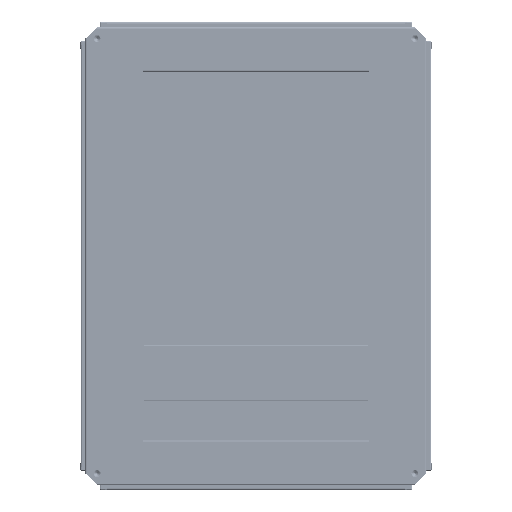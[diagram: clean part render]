
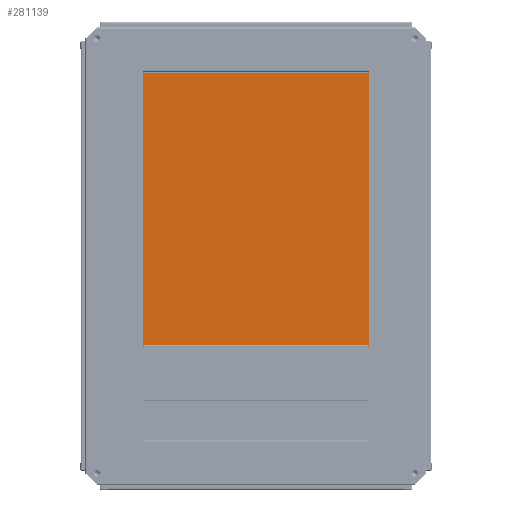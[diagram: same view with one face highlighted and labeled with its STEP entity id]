
A CAD part, front view. The second image highlights one B-rep face of the part: STEP entity #281139.
In plain terms, the highlighted planar face has unit normal (0, -1, 0).
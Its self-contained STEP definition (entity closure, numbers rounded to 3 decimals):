
#4504 = EDGE_CURVE ( 'NONE', #131376, #197877, #14978, .T. ) ;
#6120 = AXIS2_PLACEMENT_3D ( 'NONE', #105988, #318466, #111935 ) ;
#13241 = EDGE_CURVE ( 'NONE', #92672, #173378, #290827, .T. ) ;
#14978 = LINE ( 'NONE', #104623, #375949 ) ;
#19049 = LINE ( 'NONE', #152820, #374854 ) ;
#20832 = EDGE_CURVE ( 'NONE', #75304, #248233, #108278, .T. ) ;
#24266 = LINE ( 'NONE', #336644, #380087 ) ;
#24561 = CARTESIAN_POINT ( 'NONE',  ( 208., 18., 315. ) ) ;
#27669 = ORIENTED_EDGE ( 'NONE', *, *, #439236, .F. ) ;
#28780 = DIRECTION ( 'NONE',  ( 1., 0., 0. ) ) ;
#35007 = ORIENTED_EDGE ( 'NONE', *, *, #236876, .F. ) ;
#38257 = PLANE ( 'NONE',  #6120 ) ;
#40824 = VERTEX_POINT ( 'NONE', #249123 ) ;
#42183 = EDGE_LOOP ( 'NONE', ( #50865, #141164, #154859, #273634, #35007, #79223, #407072, #101675, #396598, #27669, #257367, #222300, #56167, #436141, #280231, #302705 ) ) ;
#46383 = CARTESIAN_POINT ( 'NONE',  ( 208., 18., -155. ) ) ;
#47061 = EDGE_CURVE ( 'NONE', #74740, #217599, #240376, .T. ) ;
#48906 = DIRECTION ( 'NONE',  ( 0., 0., 1. ) ) ;
#50865 = ORIENTED_EDGE ( 'NONE', *, *, #341444, .F. ) ;
#51014 = CARTESIAN_POINT ( 'NONE',  ( -192., 18., 314.791 ) ) ;
#54556 = CARTESIAN_POINT ( 'NONE',  ( 208., 18., 315. ) ) ;
#56167 = ORIENTED_EDGE ( 'NONE', *, *, #157881, .F. ) ;
#56255 = EDGE_CURVE ( 'NONE', #131402, #40824, #396722, .T. ) ;
#58130 = VERTEX_POINT ( 'NONE', #308533 ) ;
#63573 = LINE ( 'NONE', #260843, #327754 ) ;
#66045 = CARTESIAN_POINT ( 'NONE',  ( -192., 18., 315. ) ) ;
#74740 = VERTEX_POINT ( 'NONE', #416643 ) ;
#75304 = VERTEX_POINT ( 'NONE', #51014 ) ;
#77019 = LINE ( 'NONE', #217758, #357618 ) ;
#79223 = ORIENTED_EDGE ( 'NONE', *, *, #4504, .F. ) ;
#84146 = CARTESIAN_POINT ( 'NONE',  ( 192., 18., -155. ) ) ;
#85793 = VECTOR ( 'NONE', #427567, 1000. ) ;
#87785 = CARTESIAN_POINT ( 'NONE',  ( 192., 18., 312.5 ) ) ;
#88945 = DIRECTION ( 'NONE',  ( 0., 0., -1. ) ) ;
#92672 = VERTEX_POINT ( 'NONE', #438520 ) ;
#94238 = CARTESIAN_POINT ( 'NONE',  ( -192., 18., 315. ) ) ;
#101675 = ORIENTED_EDGE ( 'NONE', *, *, #330688, .F. ) ;
#103199 = EDGE_CURVE ( 'NONE', #40824, #259746, #356429, .T. ) ;
#104623 = CARTESIAN_POINT ( 'NONE',  ( -192., 18., -152.5 ) ) ;
#105988 = CARTESIAN_POINT ( 'NONE',  ( 0., 18., 80. ) ) ;
#107410 = VECTOR ( 'NONE', #327502, 1000. ) ;
#108278 = LINE ( 'NONE', #385088, #232552 ) ;
#108555 = VECTOR ( 'NONE', #161589, 1000. ) ;
#111935 = DIRECTION ( 'NONE',  ( 0., 0., 1. ) ) ;
#117693 = CARTESIAN_POINT ( 'NONE',  ( 192., 18., 314.791 ) ) ;
#120986 = CARTESIAN_POINT ( 'NONE',  ( 192., 18., 312.5 ) ) ;
#122970 = LINE ( 'NONE', #87785, #419737 ) ;
#131376 = VERTEX_POINT ( 'NONE', #341404 ) ;
#131402 = VERTEX_POINT ( 'NONE', #312715 ) ;
#141164 = ORIENTED_EDGE ( 'NONE', *, *, #345757, .F. ) ;
#149282 = VERTEX_POINT ( 'NONE', #217571 ) ;
#151303 = CARTESIAN_POINT ( 'NONE',  ( 192., 18., -155. ) ) ;
#152820 = CARTESIAN_POINT ( 'NONE',  ( 192., 18., -152.5 ) ) ;
#154859 = ORIENTED_EDGE ( 'NONE', *, *, #47061, .F. ) ;
#157881 = EDGE_CURVE ( 'NONE', #173378, #131402, #122970, .T. ) ;
#161589 = DIRECTION ( 'NONE',  ( 1., 0., 0. ) ) ;
#173378 = VERTEX_POINT ( 'NONE', #117693 ) ;
#191505 = VECTOR ( 'NONE', #374937, 1000. ) ;
#197877 = VERTEX_POINT ( 'NONE', #430920 ) ;
#205047 = DIRECTION ( 'NONE',  ( 0., 0., 1. ) ) ;
#211954 = VECTOR ( 'NONE', #355389, 1000. ) ;
#217571 = CARTESIAN_POINT ( 'NONE',  ( -192., 18., -155. ) ) ;
#217599 = VERTEX_POINT ( 'NONE', #241548 ) ;
#217758 = CARTESIAN_POINT ( 'NONE',  ( -192., 18., 312.5 ) ) ;
#219245 = DIRECTION ( 'NONE',  ( 1., 0., 0. ) ) ;
#222300 = ORIENTED_EDGE ( 'NONE', *, *, #56255, .F. ) ;
#230825 = EDGE_CURVE ( 'NONE', #58130, #131376, #19049, .T. ) ;
#231421 = DIRECTION ( 'NONE',  ( -1., 0., 0. ) ) ;
#232552 = VECTOR ( 'NONE', #285577, 1000. ) ;
#236876 = EDGE_CURVE ( 'NONE', #197877, #149282, #63573, .T. ) ;
#237307 = LINE ( 'NONE', #46383, #85793 ) ;
#240376 = LINE ( 'NONE', #275744, #321151 ) ;
#240988 = DIRECTION ( 'NONE',  ( 0., 0., -1. ) ) ;
#241548 = CARTESIAN_POINT ( 'NONE',  ( -208., 18., 315. ) ) ;
#248233 = VERTEX_POINT ( 'NONE', #432204 ) ;
#249123 = CARTESIAN_POINT ( 'NONE',  ( 208., 18., 315. ) ) ;
#252655 = CARTESIAN_POINT ( 'NONE',  ( 208., 18., -155. ) ) ;
#257367 = ORIENTED_EDGE ( 'NONE', *, *, #103199, .F. ) ;
#259746 = VERTEX_POINT ( 'NONE', #252655 ) ;
#260843 = CARTESIAN_POINT ( 'NONE',  ( -192., 18., -152.5 ) ) ;
#273634 = ORIENTED_EDGE ( 'NONE', *, *, #308498, .F. ) ;
#275744 = CARTESIAN_POINT ( 'NONE',  ( -208., 18., 315. ) ) ;
#280231 = ORIENTED_EDGE ( 'NONE', *, *, #330732, .F. ) ;
#281139 = ADVANCED_FACE ( 'NONE', ( #326612 ), #38257, .F. ) ;
#285210 = VERTEX_POINT ( 'NONE', #94238 ) ;
#285577 = DIRECTION ( 'NONE',  ( 0., 0., -1. ) ) ;
#290827 = LINE ( 'NONE', #120986, #107410 ) ;
#294110 = EDGE_CURVE ( 'NONE', #371165, #353316, #384381, .T. ) ;
#302705 = ORIENTED_EDGE ( 'NONE', *, *, #20832, .F. ) ;
#308498 = EDGE_CURVE ( 'NONE', #149282, #74740, #24266, .T. ) ;
#308533 = CARTESIAN_POINT ( 'NONE',  ( 192., 18., -152.5 ) ) ;
#312715 = CARTESIAN_POINT ( 'NONE',  ( 192., 18., 315. ) ) ;
#318466 = DIRECTION ( 'NONE',  ( 0., 1., 0. ) ) ;
#321151 = VECTOR ( 'NONE', #205047, 1000. ) ;
#321555 = VECTOR ( 'NONE', #28780, 1000. ) ;
#326612 = FACE_OUTER_BOUND ( 'NONE', #42183, .T. ) ;
#327502 = DIRECTION ( 'NONE',  ( 0., 0., 1. ) ) ;
#327754 = VECTOR ( 'NONE', #88945, 1000. ) ;
#328510 = CARTESIAN_POINT ( 'NONE',  ( 208., 18., 315. ) ) ;
#330363 = DIRECTION ( 'NONE',  ( 0., 0., 1. ) ) ;
#330688 = EDGE_CURVE ( 'NONE', #353316, #58130, #390066, .T. ) ;
#330732 = EDGE_CURVE ( 'NONE', #248233, #92672, #77019, .T. ) ;
#336644 = CARTESIAN_POINT ( 'NONE',  ( 208., 18., -155. ) ) ;
#341404 = CARTESIAN_POINT ( 'NONE',  ( -192., 18., -152.5 ) ) ;
#341444 = EDGE_CURVE ( 'NONE', #285210, #75304, #390802, .T. ) ;
#345685 = DIRECTION ( 'NONE',  ( 0., 0., -1. ) ) ;
#345757 = EDGE_CURVE ( 'NONE', #217599, #285210, #351134, .T. ) ;
#346757 = VECTOR ( 'NONE', #48906, 1000. ) ;
#350955 = CARTESIAN_POINT ( 'NONE',  ( 192., 18., -155. ) ) ;
#351134 = LINE ( 'NONE', #24561, #108555 ) ;
#353316 = VERTEX_POINT ( 'NONE', #434700 ) ;
#355389 = DIRECTION ( 'NONE',  ( 0., 0., 1. ) ) ;
#356429 = LINE ( 'NONE', #328510, #372415 ) ;
#357618 = VECTOR ( 'NONE', #219245, 1000. ) ;
#357737 = DIRECTION ( 'NONE',  ( -1., 0., 0. ) ) ;
#371165 = VERTEX_POINT ( 'NONE', #84146 ) ;
#372415 = VECTOR ( 'NONE', #240988, 1000. ) ;
#374854 = VECTOR ( 'NONE', #357737, 1000. ) ;
#374937 = DIRECTION ( 'NONE',  ( 0., 0., -1. ) ) ;
#375949 = VECTOR ( 'NONE', #345685, 1000. ) ;
#380087 = VECTOR ( 'NONE', #231421, 1000. ) ;
#384381 = LINE ( 'NONE', #350955, #211954 ) ;
#385088 = CARTESIAN_POINT ( 'NONE',  ( -192., 18., 315. ) ) ;
#390066 = LINE ( 'NONE', #151303, #346757 ) ;
#390802 = LINE ( 'NONE', #66045, #191505 ) ;
#396598 = ORIENTED_EDGE ( 'NONE', *, *, #294110, .F. ) ;
#396722 = LINE ( 'NONE', #54556, #321555 ) ;
#407072 = ORIENTED_EDGE ( 'NONE', *, *, #230825, .F. ) ;
#416643 = CARTESIAN_POINT ( 'NONE',  ( -208., 18., -155. ) ) ;
#419737 = VECTOR ( 'NONE', #330363, 1000. ) ;
#427567 = DIRECTION ( 'NONE',  ( -1., 0., 0. ) ) ;
#430920 = CARTESIAN_POINT ( 'NONE',  ( -192., 18., -154.791 ) ) ;
#432204 = CARTESIAN_POINT ( 'NONE',  ( -192., 18., 312.5 ) ) ;
#434700 = CARTESIAN_POINT ( 'NONE',  ( 192., 18., -154.791 ) ) ;
#436141 = ORIENTED_EDGE ( 'NONE', *, *, #13241, .F. ) ;
#438520 = CARTESIAN_POINT ( 'NONE',  ( 192., 18., 312.5 ) ) ;
#439236 = EDGE_CURVE ( 'NONE', #259746, #371165, #237307, .T. ) ;
